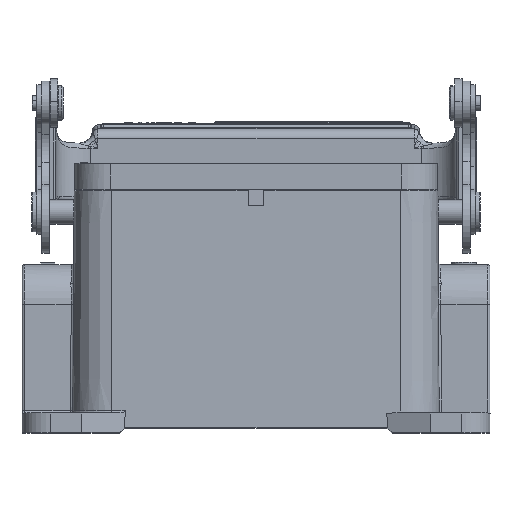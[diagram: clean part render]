
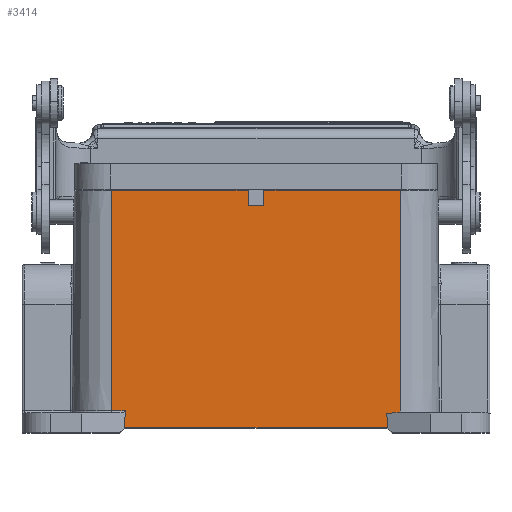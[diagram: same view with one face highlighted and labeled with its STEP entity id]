
A CAD part, top view. The second image highlights one B-rep face of the part: STEP entity #3414.
In plain terms, the highlighted planar face has unit normal (0, 0.009, 1).
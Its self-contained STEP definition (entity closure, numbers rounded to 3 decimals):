
#1343=PLANE('',#24842);
#1953=B_SPLINE_CURVE_WITH_KNOTS('',3,(#33880,#33881,#33882,#33883),
 .UNSPECIFIED.,.F.,.F.,(4,4),(0.,1.),.UNSPECIFIED.);
#1958=B_SPLINE_CURVE_WITH_KNOTS('',3,(#33909,#33910,#33911,#33912),
 .UNSPECIFIED.,.F.,.F.,(4,4),(0.,1.),.UNSPECIFIED.);
#1963=B_SPLINE_CURVE_WITH_KNOTS('',3,(#33934,#33935,#33936,#33937),
 .UNSPECIFIED.,.F.,.F.,(4,4),(0.,1.),.UNSPECIFIED.);
#3414=ADVANCED_FACE('',(#5286),#1343,.T.);
#5286=FACE_OUTER_BOUND('',#6576,.T.);
#6576=EDGE_LOOP('',(#9976,#9977,#9978,#9979,#9980,#9981,#9982,#9983,#9984,
#9985,#9986,#9987));
#9976=ORIENTED_EDGE('',*,*,#18496,.T.);
#9977=ORIENTED_EDGE('',*,*,#18490,.F.);
#9978=ORIENTED_EDGE('',*,*,#18483,.T.);
#9979=ORIENTED_EDGE('',*,*,#18525,.F.);
#9980=ORIENTED_EDGE('',*,*,#18526,.T.);
#9981=ORIENTED_EDGE('',*,*,#18451,.T.);
#9982=ORIENTED_EDGE('',*,*,#18418,.T.);
#9983=ORIENTED_EDGE('',*,*,#18416,.F.);
#9984=ORIENTED_EDGE('',*,*,#18410,.T.);
#9985=ORIENTED_EDGE('',*,*,#18445,.T.);
#9986=ORIENTED_EDGE('',*,*,#17770,.T.);
#9987=ORIENTED_EDGE('',*,*,#18524,.T.);
#15436=VERTEX_POINT('',#31926);
#15440=VERTEX_POINT('',#31946);
#15855=VERTEX_POINT('',#33725);
#15856=VERTEX_POINT('',#33726);
#15860=VERTEX_POINT('',#33735);
#15862=VERTEX_POINT('',#33742);
#15881=VERTEX_POINT('',#33806);
#15905=VERTEX_POINT('',#33879);
#15906=VERTEX_POINT('',#33884);
#15911=VERTEX_POINT('',#33913);
#15914=VERTEX_POINT('',#33938);
#15927=VERTEX_POINT('',#34014);
#17770=EDGE_CURVE('',#15440,#15436,#21246,.T.);
#18410=EDGE_CURVE('',#15855,#15856,#21622,.T.);
#18416=EDGE_CURVE('',#15855,#15860,#21628,.T.);
#18418=EDGE_CURVE('',#15862,#15860,#21630,.T.);
#18445=EDGE_CURVE('',#15856,#15440,#21651,.T.);
#18451=EDGE_CURVE('',#15881,#15862,#21657,.T.);
#18483=EDGE_CURVE('',#15906,#15905,#1953,.T.);
#18490=EDGE_CURVE('',#15906,#15911,#1958,.T.);
#18496=EDGE_CURVE('',#15914,#15911,#1963,.T.);
#18524=EDGE_CURVE('',#15436,#15914,#21697,.T.);
#18525=EDGE_CURVE('',#15927,#15905,#21698,.T.);
#18526=EDGE_CURVE('',#15927,#15881,#21699,.T.);
#21246=LINE('',#31945,#22788);
#21622=LINE('',#33724,#23164);
#21628=LINE('',#33737,#23170);
#21630=LINE('',#33741,#23172);
#21651=LINE('',#33794,#23193);
#21657=LINE('',#33805,#23199);
#21697=LINE('',#34011,#23239);
#21698=LINE('',#34013,#23240);
#21699=LINE('',#34015,#23241);
#22788=VECTOR('',#26418,1.);
#23164=VECTOR('',#27566,1.);
#23170=VECTOR('',#27574,1.);
#23172=VECTOR('',#27578,1.);
#23193=VECTOR('',#27629,1.);
#23199=VECTOR('',#27641,1.);
#23239=VECTOR('',#27761,1.);
#23240=VECTOR('',#27764,1.);
#23241=VECTOR('',#27765,1.);
#24842=AXIS2_PLACEMENT_3D('',#34016,#27766,#27767);
#26418=DIRECTION('',(0.,-1.,0.009));
#27566=DIRECTION('',(0.,1.,-0.009));
#27574=DIRECTION('',(1.,0.,0.));
#27578=DIRECTION('',(0.,-1.,0.009));
#27629=DIRECTION('',(-1.,0.,0.));
#27641=DIRECTION('',(-1.,0.,0.));
#27761=DIRECTION('',(1.,0.,0.));
#27764=DIRECTION('',(-1.,0.,0.));
#27765=DIRECTION('',(0.,1.,-0.009));
#27766=DIRECTION('',(0.,0.009,1.));
#27767=DIRECTION('',(-1.,0.,0.));
#31926=CARTESIAN_POINT('',(-3.297,53.871,62.403));
#31945=CARTESIAN_POINT('',(-3.297,98.075,62.017));
#31946=CARTESIAN_POINT('',(-3.297,98.075,62.017));
#33724=CARTESIAN_POINT('',(24.103,95.075,62.044));
#33725=CARTESIAN_POINT('',(24.103,95.075,62.044));
#33726=CARTESIAN_POINT('',(24.103,98.075,62.017));
#33735=CARTESIAN_POINT('',(27.303,95.075,62.044));
#33737=CARTESIAN_POINT('',(24.103,95.075,62.044));
#33741=CARTESIAN_POINT('',(27.303,98.075,62.017));
#33742=CARTESIAN_POINT('',(27.303,98.075,62.017));
#33794=CARTESIAN_POINT('',(24.103,98.075,62.017));
#33805=CARTESIAN_POINT('',(54.703,98.075,62.017));
#33806=CARTESIAN_POINT('',(54.703,98.075,62.017));
#33879=CARTESIAN_POINT('',(51.999,53.375,62.407));
#33880=CARTESIAN_POINT('',(52.055,50.375,62.434));
#33881=CARTESIAN_POINT('',(52.036,51.375,62.425));
#33882=CARTESIAN_POINT('',(52.018,52.375,62.416));
#33883=CARTESIAN_POINT('',(51.999,53.375,62.407));
#33884=CARTESIAN_POINT('',(52.055,50.375,62.434));
#33909=CARTESIAN_POINT('',(52.055,50.375,62.434));
#33910=CARTESIAN_POINT('',(34.487,50.375,62.434));
#33911=CARTESIAN_POINT('',(16.918,50.375,62.434));
#33912=CARTESIAN_POINT('',(-0.65,50.375,62.434));
#33913=CARTESIAN_POINT('',(-0.65,50.375,62.434));
#33934=CARTESIAN_POINT('',(-0.585,53.871,62.403));
#33935=CARTESIAN_POINT('',(-0.607,52.706,62.413));
#33936=CARTESIAN_POINT('',(-0.628,51.541,62.423));
#33937=CARTESIAN_POINT('',(-0.65,50.375,62.434));
#33938=CARTESIAN_POINT('',(-0.585,53.871,62.403));
#34011=CARTESIAN_POINT('',(-3.297,53.871,62.403));
#34013=CARTESIAN_POINT('',(54.703,53.375,62.407));
#34014=CARTESIAN_POINT('',(54.703,53.375,62.407));
#34015=CARTESIAN_POINT('',(54.703,53.375,62.407));
#34016=CARTESIAN_POINT('',(-5.47,98.075,62.017));
